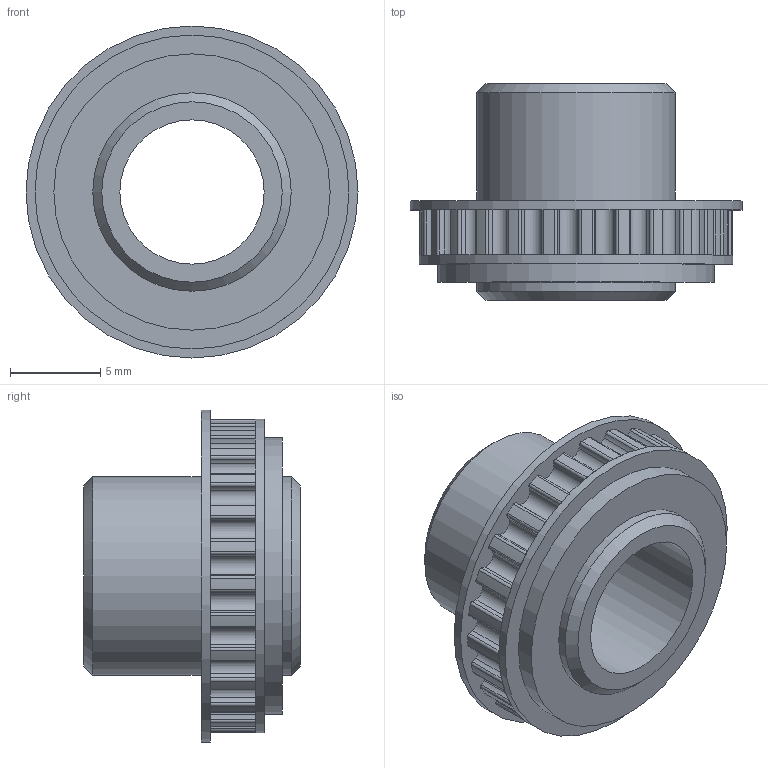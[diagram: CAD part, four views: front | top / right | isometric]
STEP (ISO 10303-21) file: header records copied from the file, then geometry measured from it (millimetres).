
FILE_DESCRIPTION(/* description */ (''),/* implementation_level */ '2;1');
FILE_NAME(/* name */ 'Poulie gt2 26t roue libre v2.step',/* time_stamp */ '2022-12-06T23:37:04+01:00',/* author */ (''),/* organization */ (''),/* preprocessor_version */ 'ST-DEVELOPER v19.2',/* originating_system */ 'Autodesk Translation Framework v11.17.0.187',/* authorisation */ '');
FILE_SCHEMA (('AUTOMOTIVE_DESIGN { 1 0 10303 214 3 1 1 }'));
Length unit declared in the file: millimetre
Products named in the file (1): Poulie gt2 26t roue libre
Bounding box: 18.41 x 12 x 18.41 mm (x, y, z)
Volume: 1079.9 mm3; surface area: 1304.8 mm2
Topology: 1 solids, 1 shells, 171 faces, 490 edges, 326 vertices
Faces by surface type: cylinder 162, plane 7, cone 2
Full cylindrical faces by diameter (mm): 8 x1, 11 x2, 15.317 x1, 17.405 x1, 18.405 x1
Entity records: 5838 total; most frequent: DIRECTION 1160, CARTESIAN_POINT 988, ORIENTED_EDGE 980, AXIS2_PLACEMENT_3D 498, EDGE_CURVE 490, CIRCLE 326, VERTEX_POINT 326, EDGE_LOOP 178
